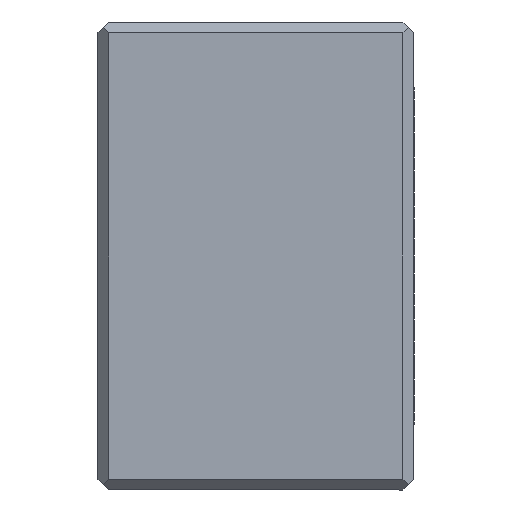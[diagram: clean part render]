
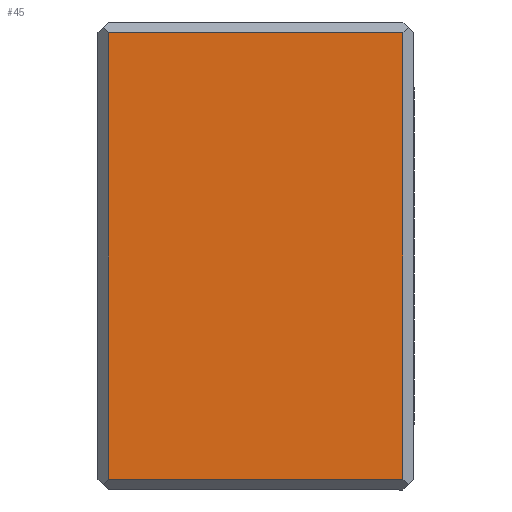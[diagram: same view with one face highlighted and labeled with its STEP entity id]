
A CAD part, left-side view. The second image highlights one B-rep face of the part: STEP entity #45.
In plain terms, the highlighted planar face has unit normal (-1, 0, 0).
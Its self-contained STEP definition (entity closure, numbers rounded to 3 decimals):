
#45 = ADVANCED_FACE ( 'NONE', ( #1652 ), #10357, .T. ) ;
#309 = CARTESIAN_POINT ( 'NONE',  ( 0., -29., 43.5 ) ) ;
#373 = DIRECTION ( 'NONE',  ( 0., 0., -1. ) ) ;
#444 = DIRECTION ( 'NONE',  ( -1., 0., 0. ) ) ;
#478 = VERTEX_POINT ( 'NONE', #309 ) ;
#1373 = EDGE_CURVE ( 'NONE', #12936, #12124, #11070, .T. ) ;
#1412 = ORIENTED_EDGE ( 'NONE', *, *, #16268, .T. ) ;
#1519 = LINE ( 'NONE', #2984, #2902 ) ;
#1652 = FACE_OUTER_BOUND ( 'NONE', #3768, .T. ) ;
#1697 = DIRECTION ( 'NONE',  ( 0., 0., 1. ) ) ;
#2902 = VECTOR ( 'NONE', #10591, 1000. ) ;
#2984 = CARTESIAN_POINT ( 'NONE',  ( 0., -29., 43.5 ) ) ;
#3560 = ORIENTED_EDGE ( 'NONE', *, *, #8702, .T. ) ;
#3768 = EDGE_LOOP ( 'NONE', ( #1412, #3560, #8964, #14794 ) ) ;
#4601 = DIRECTION ( 'NONE',  ( 0., 1., 0. ) ) ;
#5220 = CARTESIAN_POINT ( 'NONE',  ( 0., -1., 0. ) ) ;
#5712 = CARTESIAN_POINT ( 'NONE',  ( 0., -1., 43.5 ) ) ;
#6047 = VECTOR ( 'NONE', #4601, 1000. ) ;
#7711 = EDGE_CURVE ( 'NONE', #16038, #12936, #10441, .T. ) ;
#7958 = CARTESIAN_POINT ( 'NONE',  ( 0., -30., 0. ) ) ;
#8417 = LINE ( 'NONE', #14800, #6047 ) ;
#8702 = EDGE_CURVE ( 'NONE', #478, #16038, #8417, .T. ) ;
#8964 = ORIENTED_EDGE ( 'NONE', *, *, #7711, .T. ) ;
#9285 = CARTESIAN_POINT ( 'NONE',  ( 0., -29., 1. ) ) ;
#10357 = PLANE ( 'NONE',  #12258 ) ;
#10441 = LINE ( 'NONE', #5220, #10838 ) ;
#10591 = DIRECTION ( 'NONE',  ( 0., 0., 1. ) ) ;
#10838 = VECTOR ( 'NONE', #373, 1000. ) ;
#11070 = LINE ( 'NONE', #11665, #11284 ) ;
#11284 = VECTOR ( 'NONE', #12891, 1000. ) ;
#11665 = CARTESIAN_POINT ( 'NONE',  ( 0., -30., 1. ) ) ;
#12124 = VERTEX_POINT ( 'NONE', #9285 ) ;
#12258 = AXIS2_PLACEMENT_3D ( 'NONE', #7958, #444, #1697 ) ;
#12891 = DIRECTION ( 'NONE',  ( 0., -1., 0. ) ) ;
#12936 = VERTEX_POINT ( 'NONE', #15071 ) ;
#14794 = ORIENTED_EDGE ( 'NONE', *, *, #1373, .T. ) ;
#14800 = CARTESIAN_POINT ( 'NONE',  ( 0., -30., 43.5 ) ) ;
#15071 = CARTESIAN_POINT ( 'NONE',  ( 0., -1., 1. ) ) ;
#16038 = VERTEX_POINT ( 'NONE', #5712 ) ;
#16268 = EDGE_CURVE ( 'NONE', #12124, #478, #1519, .T. ) ;
